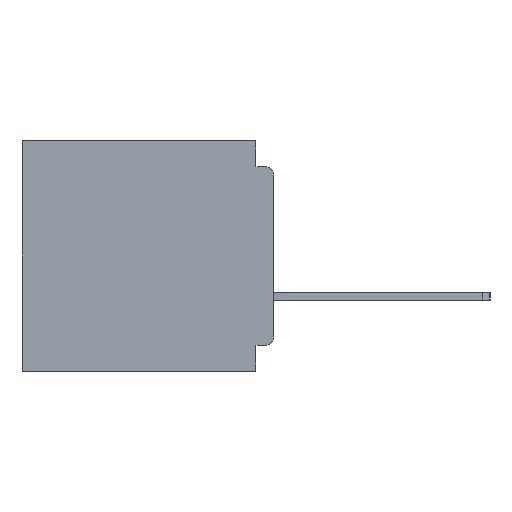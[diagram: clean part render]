
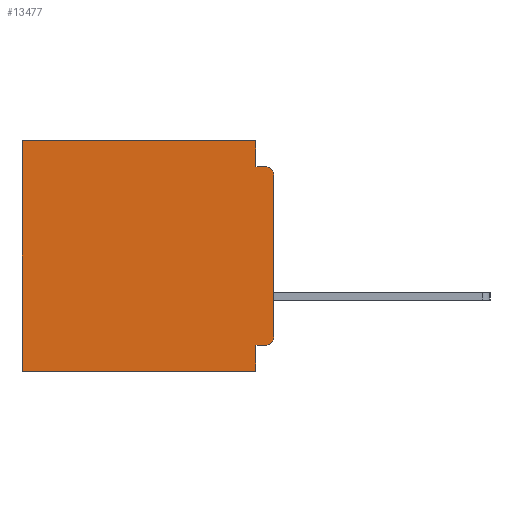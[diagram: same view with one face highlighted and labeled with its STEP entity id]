
A CAD part, left-side view. The second image highlights one B-rep face of the part: STEP entity #13477.
In plain terms, the highlighted planar face has unit normal (-1, 0, 0).
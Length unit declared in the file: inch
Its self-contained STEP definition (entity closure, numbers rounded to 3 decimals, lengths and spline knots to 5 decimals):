
#167 = VERTEX_POINT ( 'NONE', #14922 ) ;
#239 = EDGE_LOOP ( 'NONE', ( #15814, #34062, #17888, #19716, #39594, #3518, #10565, #41455, #24098, #35785 ) ) ;
#293 = CARTESIAN_POINT ( 'NONE',  ( 0.3, 0., -0.045 ) ) ;
#639 = FACE_OUTER_BOUND ( 'NONE', #239, .T. ) ;
#1700 = CARTESIAN_POINT ( 'NONE',  ( 0.3, 0.437, -0.4 ) ) ;
#3238 = EDGE_CURVE ( 'NONE', #7812, #40777, #34260, .T. ) ;
#3518 = ORIENTED_EDGE ( 'NONE', *, *, #10366, .T. ) ;
#4112 = VERTEX_POINT ( 'NONE', #23645 ) ;
#5966 = DIRECTION ( 'NONE',  ( 0., 0., -1. ) ) ;
#6821 = VECTOR ( 'NONE', #9157, 39.37008 ) ;
#7812 = VERTEX_POINT ( 'NONE', #25385 ) ;
#8481 = CARTESIAN_POINT ( 'NONE',  ( 0.3, 0., -0.4 ) ) ;
#8833 = VECTOR ( 'NONE', #35426, 39.37008 ) ;
#9157 = DIRECTION ( 'NONE',  ( 0., 0., -1. ) ) ;
#9294 = CARTESIAN_POINT ( 'NONE',  ( 0.3, 0., 0. ) ) ;
#10082 = VECTOR ( 'NONE', #5966, 39.37008 ) ;
#10366 = EDGE_CURVE ( 'NONE', #32281, #40777, #26750, .T. ) ;
#10565 = ORIENTED_EDGE ( 'NONE', *, *, #3238, .F. ) ;
#12252 = DIRECTION ( 'NONE',  ( 0., 0., -1. ) ) ;
#13477 = ADVANCED_FACE ( 'NONE', ( #639 ), #27141, .F. ) ;
#14211 = DIRECTION ( 'NONE',  ( 0., 1., 0. ) ) ;
#14329 = CARTESIAN_POINT ( 'NONE',  ( 0.3, 0., -0.4 ) ) ;
#14922 = CARTESIAN_POINT ( 'NONE',  ( 0.3, 0.031, -0.355 ) ) ;
#14936 = CARTESIAN_POINT ( 'NONE',  ( 0.3, 0.015, -0.34 ) ) ;
#15141 = DIRECTION ( 'NONE',  ( 0., 1., 0. ) ) ;
#15814 = ORIENTED_EDGE ( 'NONE', *, *, #34555, .F. ) ;
#16720 = EDGE_CURVE ( 'NONE', #167, #7812, #21911, .T. ) ;
#17070 = EDGE_CURVE ( 'NONE', #23440, #36521, #34776, .T. ) ;
#17134 = CARTESIAN_POINT ( 'NONE',  ( 0.3, 0.015, -0.06 ) ) ;
#17888 = ORIENTED_EDGE ( 'NONE', *, *, #17070, .F. ) ;
#17903 = CIRCLE ( 'NONE', #31994, 0.015 ) ;
#18035 = CARTESIAN_POINT ( 'NONE',  ( 0.3, 0.031, -0.045 ) ) ;
#18062 = LINE ( 'NONE', #26268, #25634 ) ;
#18747 = DIRECTION ( 'NONE',  ( 0., 0., -1. ) ) ;
#18809 = LINE ( 'NONE', #9294, #8833 ) ;
#19213 = EDGE_CURVE ( 'NONE', #4112, #23440, #20053, .T. ) ;
#19716 = ORIENTED_EDGE ( 'NONE', *, *, #19213, .F. ) ;
#19793 = CARTESIAN_POINT ( 'NONE',  ( 0.3, 0.437, 0. ) ) ;
#20053 = LINE ( 'NONE', #43043, #10082 ) ;
#20897 = DIRECTION ( 'NONE',  ( 0., 0., -1. ) ) ;
#21662 = CIRCLE ( 'NONE', #44326, 0.015 ) ;
#21911 = LINE ( 'NONE', #39225, #39307 ) ;
#22969 = EDGE_CURVE ( 'NONE', #47193, #48022, #17903, .T. ) ;
#23440 = VERTEX_POINT ( 'NONE', #18035 ) ;
#23645 = CARTESIAN_POINT ( 'NONE',  ( 0.3, 0.031, 0. ) ) ;
#24098 = ORIENTED_EDGE ( 'NONE', *, *, #47760, .F. ) ;
#24440 = AXIS2_PLACEMENT_3D ( 'NONE', #8481, #34616, #12252 ) ;
#24633 = CARTESIAN_POINT ( 'NONE',  ( 0.3, 0., -0.4 ) ) ;
#25385 = CARTESIAN_POINT ( 'NONE',  ( 0.3, 0.031, -0.4 ) ) ;
#25634 = VECTOR ( 'NONE', #15141, 39.37008 ) ;
#26144 = LINE ( 'NONE', #24633, #33717 ) ;
#26268 = CARTESIAN_POINT ( 'NONE',  ( 0.3, 0., -0.355 ) ) ;
#26750 = LINE ( 'NONE', #1700, #6821 ) ;
#27141 = PLANE ( 'NONE',  #24440 ) ;
#28260 = DIRECTION ( 'NONE',  ( 0., 0., -1. ) ) ;
#30027 = DIRECTION ( 'NONE',  ( 0., -1., 0. ) ) ;
#30429 = CARTESIAN_POINT ( 'NONE',  ( 0.3, 0.015, -0.355 ) ) ;
#31994 = AXIS2_PLACEMENT_3D ( 'NONE', #14936, #40923, #18747 ) ;
#32281 = VERTEX_POINT ( 'NONE', #19793 ) ;
#32359 = CARTESIAN_POINT ( 'NONE',  ( 0.3, 0.437, -0.4 ) ) ;
#32385 = EDGE_CURVE ( 'NONE', #4112, #32281, #18809, .T. ) ;
#32982 = EDGE_CURVE ( 'NONE', #35895, #36521, #21662, .T. ) ;
#33429 = CARTESIAN_POINT ( 'NONE',  ( 0.3, 0.015, -0.045 ) ) ;
#33717 = VECTOR ( 'NONE', #46791, 39.37008 ) ;
#34062 = ORIENTED_EDGE ( 'NONE', *, *, #32982, .T. ) ;
#34260 = LINE ( 'NONE', #14329, #35437 ) ;
#34555 = EDGE_CURVE ( 'NONE', #35895, #48022, #26144, .T. ) ;
#34616 = DIRECTION ( 'NONE',  ( 1., 0., 0. ) ) ;
#34776 = LINE ( 'NONE', #293, #47974 ) ;
#35200 = CARTESIAN_POINT ( 'NONE',  ( 0.3, 0., -0.34 ) ) ;
#35426 = DIRECTION ( 'NONE',  ( 0., 1., 0. ) ) ;
#35437 = VECTOR ( 'NONE', #14211, 39.37008 ) ;
#35785 = ORIENTED_EDGE ( 'NONE', *, *, #22969, .T. ) ;
#35895 = VERTEX_POINT ( 'NONE', #40539 ) ;
#36521 = VERTEX_POINT ( 'NONE', #33429 ) ;
#39225 = CARTESIAN_POINT ( 'NONE',  ( 0.3, 0.031, -0.4 ) ) ;
#39307 = VECTOR ( 'NONE', #28260, 39.37008 ) ;
#39594 = ORIENTED_EDGE ( 'NONE', *, *, #32385, .T. ) ;
#40539 = CARTESIAN_POINT ( 'NONE',  ( 0.3, 0., -0.06 ) ) ;
#40777 = VERTEX_POINT ( 'NONE', #32359 ) ;
#40923 = DIRECTION ( 'NONE',  ( -1., 0., 0. ) ) ;
#41455 = ORIENTED_EDGE ( 'NONE', *, *, #16720, .F. ) ;
#43043 = CARTESIAN_POINT ( 'NONE',  ( 0.3, 0.031, 0. ) ) ;
#43050 = DIRECTION ( 'NONE',  ( -1., 0., 0. ) ) ;
#44326 = AXIS2_PLACEMENT_3D ( 'NONE', #17134, #43050, #20897 ) ;
#46791 = DIRECTION ( 'NONE',  ( 0., 0., -1. ) ) ;
#47193 = VERTEX_POINT ( 'NONE', #30429 ) ;
#47760 = EDGE_CURVE ( 'NONE', #47193, #167, #18062, .T. ) ;
#47974 = VECTOR ( 'NONE', #30027, 39.37008 ) ;
#48022 = VERTEX_POINT ( 'NONE', #35200 ) ;
